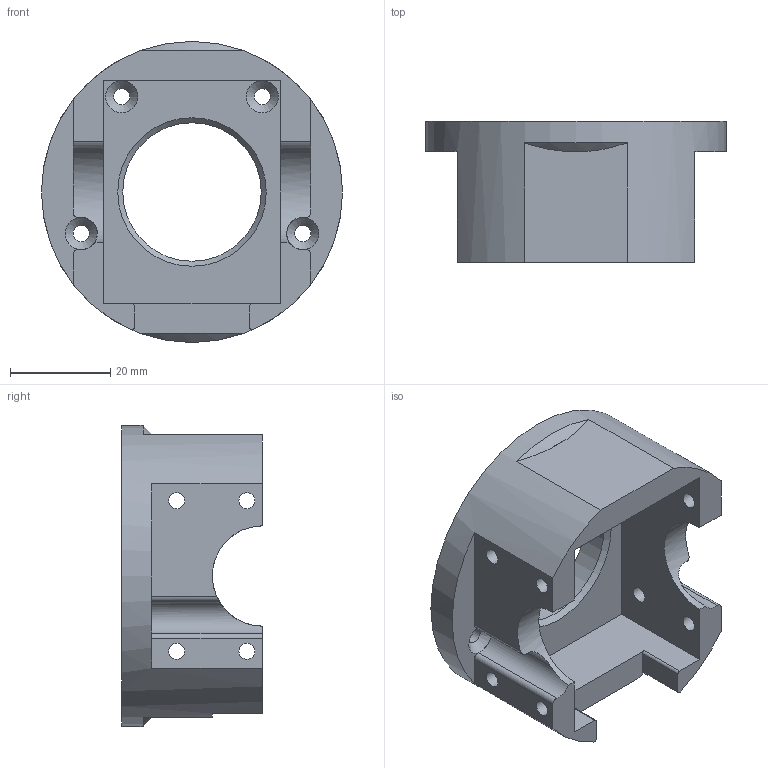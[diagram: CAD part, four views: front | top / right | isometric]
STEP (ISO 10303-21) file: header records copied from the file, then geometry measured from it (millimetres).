
FILE_DESCRIPTION(/* description */ (''),/* implementation_level */ '2;1');
FILE_NAME(/* name */ 'Lens Focus Camera Mount (A) v13.step',/* time_stamp */ '2023-11-29T20:44:25-05:00',/* author */ (''),/* organization */ (''),/* preprocessor_version */ 'ST-DEVELOPER v20',/* originating_system */ 'Autodesk Translation Framework v12.14.0.127',/* authorisation */ '');
FILE_SCHEMA (('AUTOMOTIVE_DESIGN { 1 0 10303 214 3 1 1 }'));
Length unit declared in the file: millimetre
Products named in the file (1): Lens Focus Camera Mount (A)
Bounding box: 60 x 28.1 x 60 mm (x, y, z)
Volume: 28095.5 mm3; surface area: 13398.5 mm2
Topology: 1 solids, 1 shells, 55 faces, 154 edges, 101 vertices
Faces by surface type: cylinder 26, plane 22, cone 7
Full cylindrical faces by diameter (mm): 3.2 x12, 27.6 x1, 60 x1
Entity records: 1928 total; most frequent: CARTESIAN_POINT 379, DIRECTION 325, ORIENTED_EDGE 308, EDGE_CURVE 154, AXIS2_PLACEMENT_3D 123, VERTEX_POINT 101, EDGE_LOOP 81, LINE 79
